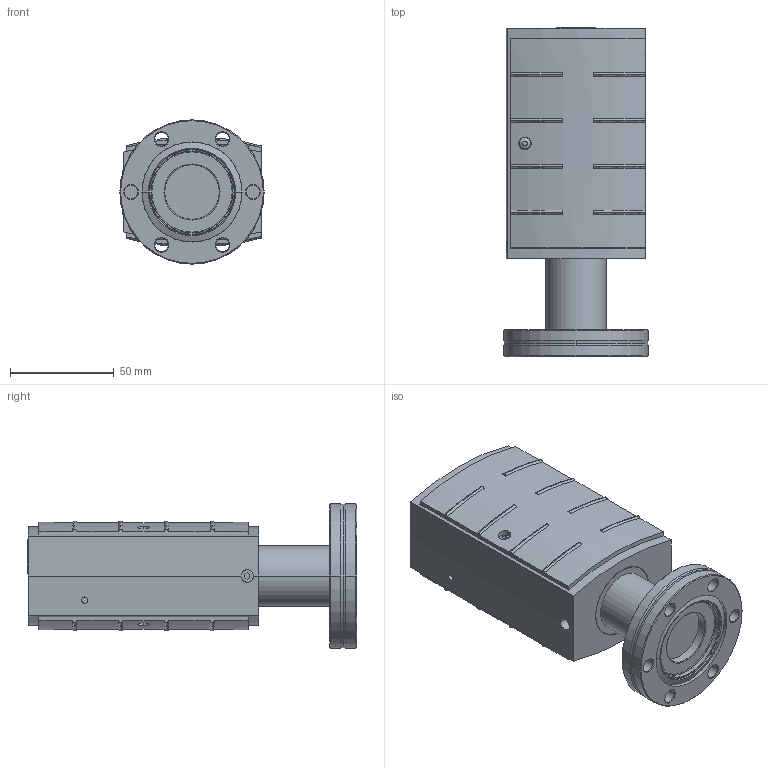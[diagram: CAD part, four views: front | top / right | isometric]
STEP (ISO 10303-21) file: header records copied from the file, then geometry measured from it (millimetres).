
FILE_DESCRIPTION((''),'2;1');
FILE_NAME('IGG27002.stp','2003-07-23T18:20:25',('GELH'),(''),'Autodesk Inventor (R) 6.0','Autodesk Inventor (R) 6.0','');
FILE_SCHEMA(('AUTOMOTIVE_DESIGN { 1 0 10303 214 1 1 1 1 }'));
Length unit declared in the file: millimetre
Products named in the file (1): IGG27002
Bounding box: 69.5 x 158.7 x 69.5 mm (x, y, z)
Volume: 155174.1 mm3; surface area: 96115.7 mm2
Topology: 2 solids, 2 shells, 699 faces, 1887 edges, 1229 vertices
Faces by surface type: plane 402, cylinder 195, torus 42, cone 40, bspline 18, sphere 2
Entity records: 24053 total; most frequent: CARTESIAN_POINT 6045, DIRECTION 3791, ORIENTED_EDGE 3770, EDGE_CURVE 1885, AXIS2_PLACEMENT_3D 1309, VERTEX_POINT 1229, VECTOR 1173, LINE 1173
